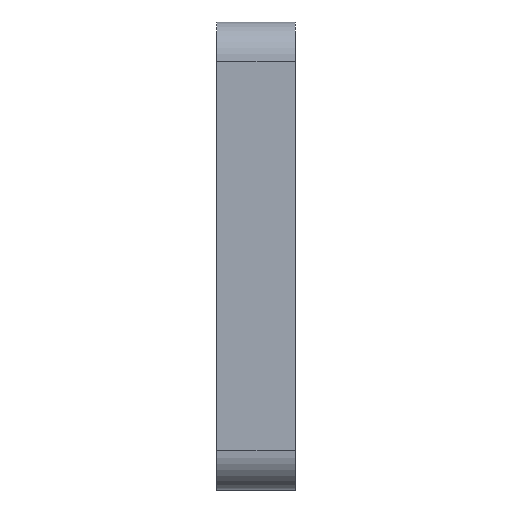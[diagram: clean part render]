
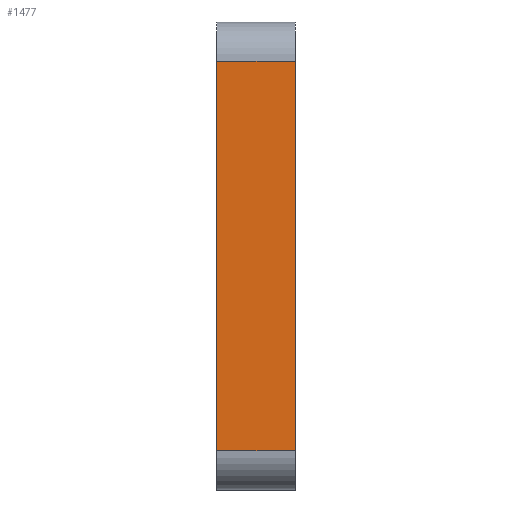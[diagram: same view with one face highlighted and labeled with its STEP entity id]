
A CAD part, left-side view. The second image highlights one B-rep face of the part: STEP entity #1477.
In plain terms, the highlighted planar face has unit normal (-1, 0, 0).
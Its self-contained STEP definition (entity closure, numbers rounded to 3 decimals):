
#513=CARTESIAN_POINT('',(-266.0,-3.0,149.5));
#514=VERTEX_POINT('',#513);
#522=CARTESIAN_POINT('',(-266.0,-3.0,-149.5));
#523=VERTEX_POINT('',#522);
#524=CARTESIAN_POINT('',(-266.0,-3.0,149.5));
#525=DIRECTION('',(0.0,0.0,-1.0));
#526=VECTOR('',#525,299.);
#527=LINE('',#524,#526);
#528=EDGE_CURVE('',#514,#523,#527,.T.);
#837=CARTESIAN_POINT('',(-266.0,57.0,-149.5));
#838=VERTEX_POINT('',#837);
#846=CARTESIAN_POINT('',(-266.0,57.0,149.5));
#847=VERTEX_POINT('',#846);
#848=CARTESIAN_POINT('',(-266.0,57.0,-149.5));
#849=DIRECTION('',(0.0,0.0,1.0));
#850=VECTOR('',#849,299.);
#851=LINE('',#848,#850);
#852=EDGE_CURVE('',#838,#847,#851,.T.);
#1452=CARTESIAN_POINT('',(-266.0,-3.0,-149.5));
#1453=DIRECTION('',(0.0,1.0,0.0));
#1454=VECTOR('',#1453,60.0);
#1455=LINE('',#1452,#1454);
#1456=EDGE_CURVE('',#523,#838,#1455,.T.);
#1461=CARTESIAN_POINT('',(-266.0,0.0,-179.5));
#1462=DIRECTION('',(-1.0,0.0,0.0));
#1463=DIRECTION('',(0.0,0.0,1.0));
#1464=AXIS2_PLACEMENT_3D('',#1461,#1462,#1463);
#1465=PLANE('',#1464);
#1466=ORIENTED_EDGE('',*,*,#1456,.F.);
#1467=ORIENTED_EDGE('',*,*,#528,.F.);
#1468=CARTESIAN_POINT('',(-266.0,57.0,149.5));
#1469=DIRECTION('',(0.0,-1.0,0.0));
#1470=VECTOR('',#1469,60.0);
#1471=LINE('',#1468,#1470);
#1472=EDGE_CURVE('',#847,#514,#1471,.T.);
#1473=ORIENTED_EDGE('',*,*,#1472,.F.);
#1474=ORIENTED_EDGE('',*,*,#852,.F.);
#1475=EDGE_LOOP('',(#1466,#1467,#1473,#1474));
#1476=FACE_OUTER_BOUND('',#1475,.T.);
#1477=ADVANCED_FACE('',(#1476),#1465,.T.);
